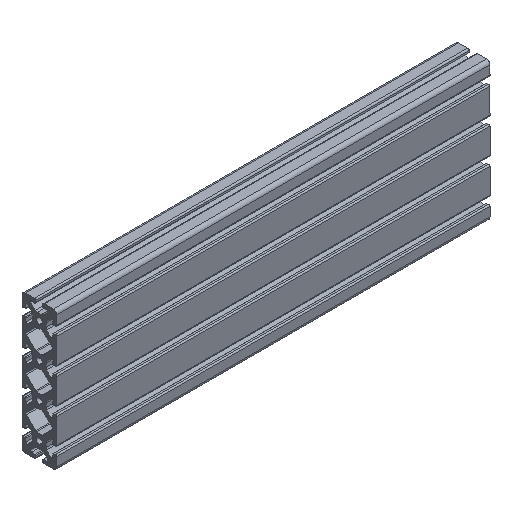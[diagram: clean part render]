
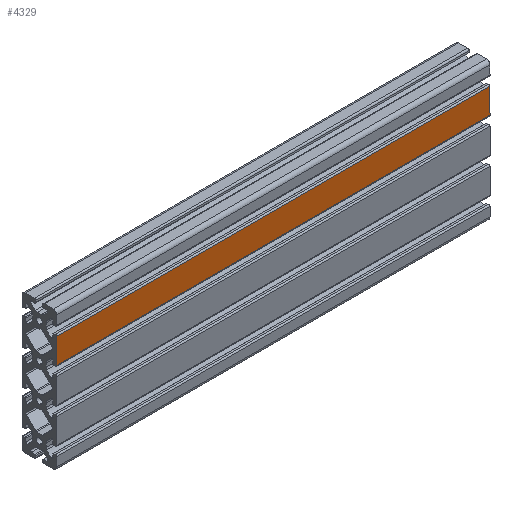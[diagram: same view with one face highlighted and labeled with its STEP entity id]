
A CAD part, isometric view. The second image highlights one B-rep face of the part: STEP entity #4329.
In plain terms, the highlighted planar face has unit normal (0, -1, 0).
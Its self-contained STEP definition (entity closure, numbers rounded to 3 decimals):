
#159 = VECTOR ( 'NONE', #5653, 1000. ) ;
#660 = VECTOR ( 'NONE', #7293, 1000. ) ;
#1059 = PLANE ( 'NONE',  #6326 ) ;
#1317 = DIRECTION ( 'NONE',  ( -1., 0., 0. ) ) ;
#1591 = VERTEX_POINT ( 'NONE', #7398 ) ;
#1754 = VECTOR ( 'NONE', #4188, 1000. ) ;
#2235 = ORIENTED_EDGE ( 'NONE', *, *, #5213, .F. ) ;
#2508 = LINE ( 'NONE', #4726, #1754 ) ;
#2658 = VERTEX_POINT ( 'NONE', #6141 ) ;
#2942 = FACE_OUTER_BOUND ( 'NONE', #4465, .T. ) ;
#3092 = CARTESIAN_POINT ( 'NONE',  ( 500., -20., 5454.5 ) ) ;
#3415 = DIRECTION ( 'NONE',  ( 0., 1., 0. ) ) ;
#4188 = DIRECTION ( 'NONE',  ( -1., 0., 0. ) ) ;
#4329 = ADVANCED_FACE ( 'NONE', ( #2942 ), #1059, .F. ) ;
#4365 = ORIENTED_EDGE ( 'NONE', *, *, #5457, .T. ) ;
#4421 = CARTESIAN_POINT ( 'NONE',  ( 500., -20., 5454.5 ) ) ;
#4465 = EDGE_LOOP ( 'NONE', ( #6623, #6221, #2235, #4365 ) ) ;
#4605 = CARTESIAN_POINT ( 'NONE',  ( 500., -20., 5454.5 ) ) ;
#4726 = CARTESIAN_POINT ( 'NONE',  ( 500., -20., 5454.5 ) ) ;
#4950 = LINE ( 'NONE', #7333, #660 ) ;
#5213 = EDGE_CURVE ( 'NONE', #5443, #2658, #5537, .T. ) ;
#5379 = CARTESIAN_POINT ( 'NONE',  ( 0., -20., 5425.5 ) ) ;
#5443 = VERTEX_POINT ( 'NONE', #3092 ) ;
#5457 = EDGE_CURVE ( 'NONE', #5443, #1591, #2508, .T. ) ;
#5475 = EDGE_CURVE ( 'NONE', #2658, #6979, #6530, .T. ) ;
#5537 = LINE ( 'NONE', #4421, #159 ) ;
#5642 = EDGE_CURVE ( 'NONE', #1591, #6979, #4950, .T. ) ;
#5653 = DIRECTION ( 'NONE',  ( 0., 0., -1. ) ) ;
#6141 = CARTESIAN_POINT ( 'NONE',  ( 500., -20., 5425.5 ) ) ;
#6221 = ORIENTED_EDGE ( 'NONE', *, *, #5475, .F. ) ;
#6326 = AXIS2_PLACEMENT_3D ( 'NONE', #4605, #3415, #6950 ) ;
#6530 = LINE ( 'NONE', #7177, #6801 ) ;
#6623 = ORIENTED_EDGE ( 'NONE', *, *, #5642, .T. ) ;
#6801 = VECTOR ( 'NONE', #1317, 1000. ) ;
#6950 = DIRECTION ( 'NONE',  ( 0., 0., 1. ) ) ;
#6979 = VERTEX_POINT ( 'NONE', #5379 ) ;
#7177 = CARTESIAN_POINT ( 'NONE',  ( 500., -20., 5425.5 ) ) ;
#7293 = DIRECTION ( 'NONE',  ( 0., 0., -1. ) ) ;
#7333 = CARTESIAN_POINT ( 'NONE',  ( 0., -20., 5454.5 ) ) ;
#7398 = CARTESIAN_POINT ( 'NONE',  ( 0., -20., 5454.5 ) ) ;
